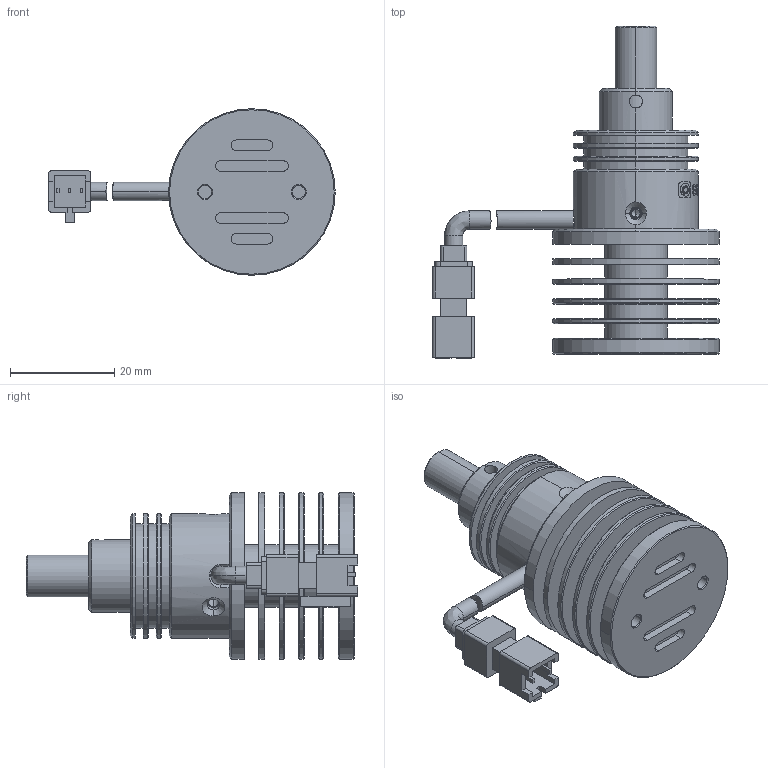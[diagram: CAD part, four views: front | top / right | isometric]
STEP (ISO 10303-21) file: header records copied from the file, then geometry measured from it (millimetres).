
FILE_DESCRIPTION (( 'STEP AP214' ), '1' );
FILE_NAME ('661001-G.STEP', '2019-04-03T06:58:48', ( 'user' ), ( '微软中国' ), 'SwSTEP 2.0', 'SolidWorks 2016', '' );
FILE_SCHEMA (( 'AUTOMOTIVE_DESIGN' ));
Length unit declared in the file: millimetre
Products named in the file (1): 661001-G
Bounding box: 55 x 63.75 x 32 mm (x, y, z)
Volume: 17724 mm3; surface area: 19704.3 mm2
Topology: 10 solids, 10 shells, 401 faces, 1031 edges, 690 vertices
Faces by surface type: cylinder 168, plane 157, cone 69, bspline 7
Entity records: 18281 total; most frequent: CARTESIAN_POINT 3820, DIRECTION 2085, ORIENTED_EDGE 2026, EDGE_CURVE 1013, AXIS2_PLACEMENT_3D 781, VERTEX_POINT 690, LINE 523, VECTOR 523
